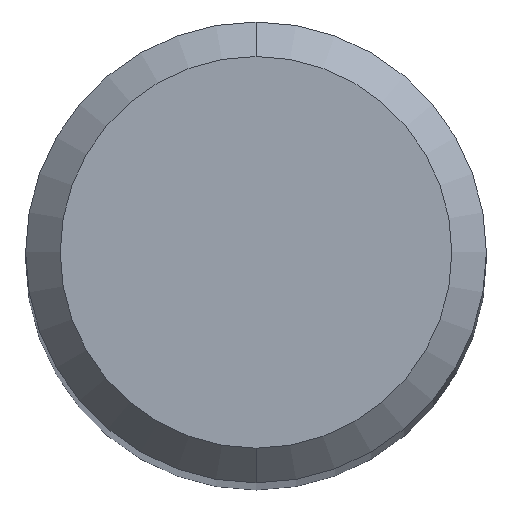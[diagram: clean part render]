
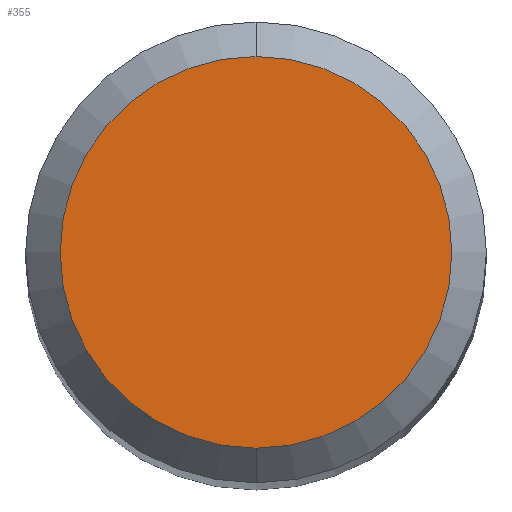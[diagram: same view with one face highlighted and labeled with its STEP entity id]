
A CAD part, top view. The second image highlights one B-rep face of the part: STEP entity #355.
In plain terms, the highlighted planar face has unit normal (0, 0, 1).
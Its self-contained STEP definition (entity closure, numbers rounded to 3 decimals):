
#223=VERTEX_POINT('',#534);
#259=EDGE_CURVE('',#425,#223,#572,.T.);
#355=ADVANCED_FACE('',(#679),#680,.T.);
#361=EDGE_CURVE('',#223,#425,#686,.T.);
#425=VERTEX_POINT('',#756);
#534=CARTESIAN_POINT('',(0.,-1.7,0.0));
#572=CIRCLE('',#982,1.7);
#679=FACE_OUTER_BOUND('',#1196,.T.);
#680=PLANE('',#1197);
#686=CIRCLE('',#1204,1.7);
#756=CARTESIAN_POINT('',(0.0,1.7,0.0));
#982=AXIS2_PLACEMENT_3D('',#1523,#1524,#1525);
#1196=EDGE_LOOP('',(#1664,#1665));
#1197=AXIS2_PLACEMENT_3D('',#1666,#1667,#1668);
#1204=AXIS2_PLACEMENT_3D('',#1669,#1670,#1671);
#1523=CARTESIAN_POINT('',(0.0,0.0,0.0));
#1524=DIRECTION('',(0.0,0.0,-1.0));
#1525=DIRECTION('',(0.0,1.0,0.0));
#1664=ORIENTED_EDGE('',*,*,#259,.F.);
#1665=ORIENTED_EDGE('',*,*,#361,.F.);
#1666=CARTESIAN_POINT('',(0.0,0.85,0.0));
#1667=DIRECTION('',(-0.0,0.0,1.0));
#1668=DIRECTION('',(0.0,-1.0,0.0));
#1669=CARTESIAN_POINT('',(0.0,0.0,0.0));
#1670=DIRECTION('',(0.0,0.0,-1.0));
#1671=DIRECTION('',(0.0,1.0,0.0));
